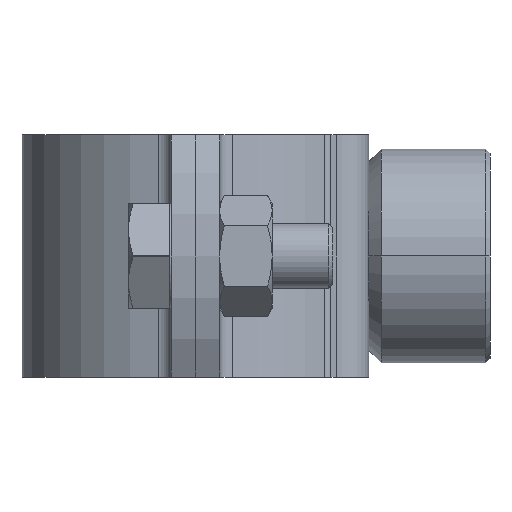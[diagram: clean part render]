
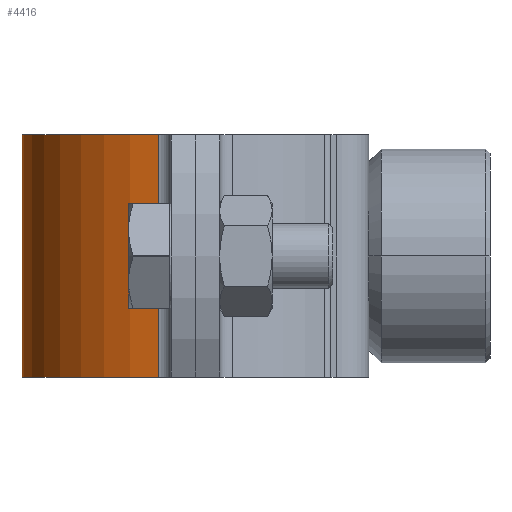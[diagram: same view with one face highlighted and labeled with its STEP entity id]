
A CAD part, left-side view. The second image highlights one B-rep face of the part: STEP entity #4416.
In plain terms, the highlighted cylindrical face has radius 21.5 mm (diameter 43 mm), a partial arc.
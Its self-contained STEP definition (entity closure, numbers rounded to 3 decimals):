
#212 = CARTESIAN_POINT ( 'NONE',  ( -21.008, -4.574, -15. ) ) ;
#383 = VERTEX_POINT ( 'NONE', #1436 ) ;
#456 = DIRECTION ( 'NONE',  ( 1., 0., 0. ) ) ;
#861 = CIRCLE ( 'NONE', #3811, 21.5 ) ;
#862 = DIRECTION ( 'NONE',  ( 0., 0., 1. ) ) ;
#1031 = CIRCLE ( 'NONE', #3996, 21.5 ) ;
#1246 = CARTESIAN_POINT ( 'NONE',  ( 0., 0., 15. ) ) ;
#1344 = VECTOR ( 'NONE', #3571, 1000. ) ;
#1436 = CARTESIAN_POINT ( 'NONE',  ( 21.008, -4.574, -15. ) ) ;
#1622 = ORIENTED_EDGE ( 'NONE', *, *, #3817, .T. ) ;
#1706 = ORIENTED_EDGE ( 'NONE', *, *, #2236, .F. ) ;
#1760 = ORIENTED_EDGE ( 'NONE', *, *, #2609, .F. ) ;
#1860 = LINE ( 'NONE', #1865, #2675 ) ;
#1865 = CARTESIAN_POINT ( 'NONE',  ( -21.008, -4.574, 15. ) ) ;
#1869 = DIRECTION ( 'NONE',  ( 0., 0., -1. ) ) ;
#1905 = ORIENTED_EDGE ( 'NONE', *, *, #4857, .T. ) ;
#2236 = EDGE_CURVE ( 'NONE', #2627, #3131, #861, .T. ) ;
#2609 = EDGE_CURVE ( 'NONE', #3131, #383, #3582, .T. ) ;
#2627 = VERTEX_POINT ( 'NONE', #3553 ) ;
#2675 = VECTOR ( 'NONE', #1869, 1000. ) ;
#2821 = DIRECTION ( 'NONE',  ( 0., 0., -1. ) ) ;
#2840 = CARTESIAN_POINT ( 'NONE',  ( 0., 0., -15. ) ) ;
#3127 = AXIS2_PLACEMENT_3D ( 'NONE', #1246, #2821, #4106 ) ;
#3131 = VERTEX_POINT ( 'NONE', #3206 ) ;
#3206 = CARTESIAN_POINT ( 'NONE',  ( 21.008, -4.574, 15. ) ) ;
#3243 = FACE_OUTER_BOUND ( 'NONE', #5052, .T. ) ;
#3416 = VERTEX_POINT ( 'NONE', #212 ) ;
#3553 = CARTESIAN_POINT ( 'NONE',  ( -21.008, -4.574, 15. ) ) ;
#3571 = DIRECTION ( 'NONE',  ( 0., 0., -1. ) ) ;
#3577 = CARTESIAN_POINT ( 'NONE',  ( 21.008, -4.574, 15. ) ) ;
#3582 = LINE ( 'NONE', #3577, #1344 ) ;
#3811 = AXIS2_PLACEMENT_3D ( 'NONE', #5091, #5115, #5101 ) ;
#3817 = EDGE_CURVE ( 'NONE', #2627, #3416, #1860, .T. ) ;
#3996 = AXIS2_PLACEMENT_3D ( 'NONE', #2840, #862, #456 ) ;
#4106 = DIRECTION ( 'NONE',  ( -1., 0., 0. ) ) ;
#4416 = ADVANCED_FACE ( 'NONE', ( #3243 ), #4846, .T. ) ;
#4846 = CYLINDRICAL_SURFACE ( 'NONE', #3127, 21.5 ) ;
#4857 = EDGE_CURVE ( 'NONE', #3416, #383, #1031, .T. ) ;
#5052 = EDGE_LOOP ( 'NONE', ( #1905, #1760, #1706, #1622 ) ) ;
#5091 = CARTESIAN_POINT ( 'NONE',  ( 0., 0., 15. ) ) ;
#5101 = DIRECTION ( 'NONE',  ( 1., 0., 0. ) ) ;
#5115 = DIRECTION ( 'NONE',  ( 0., 0., 1. ) ) ;
